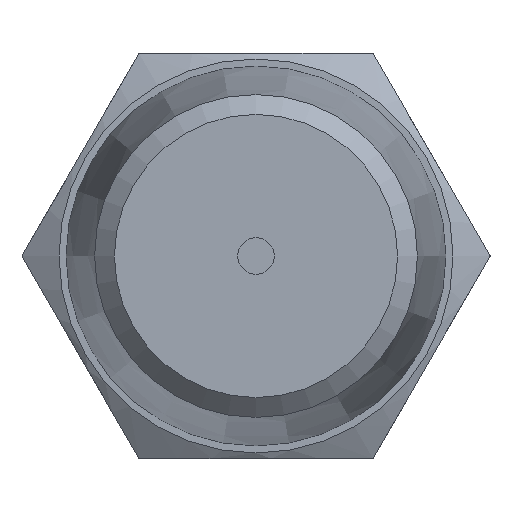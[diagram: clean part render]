
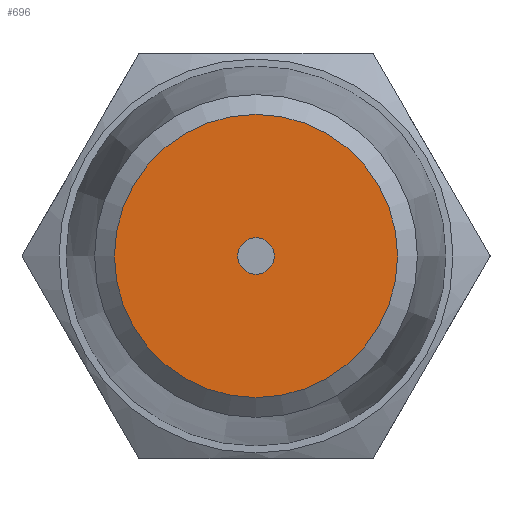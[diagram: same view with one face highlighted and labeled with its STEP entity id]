
A CAD part, left-side view. The second image highlights one B-rep face of the part: STEP entity #696.
In plain terms, the highlighted planar face has unit normal (-1, 0, 0).
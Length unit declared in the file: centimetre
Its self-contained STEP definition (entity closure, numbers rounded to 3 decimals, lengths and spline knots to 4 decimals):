
#106=FACE_BOUND('',#262,.T.);
#206=FACE_OUTER_BOUND('',#261,.T.);
#261=EDGE_LOOP('',(#615));
#262=EDGE_LOOP('',(#616));
#305=CIRCLE('',#772,0.05);
#306=CIRCLE('',#774,0.3882);
#370=VERTEX_POINT('',#1202);
#371=VERTEX_POINT('',#1205);
#457=EDGE_CURVE('',#370,#370,#305,.T.);
#458=EDGE_CURVE('',#371,#371,#306,.T.);
#615=ORIENTED_EDGE('',*,*,#458,.F.);
#616=ORIENTED_EDGE('',*,*,#457,.T.);
#656=PLANE('',#778);
#696=ADVANCED_FACE('',(#206,#106),#656,.T.);
#772=AXIS2_PLACEMENT_3D('',#1203,#949,#950);
#774=AXIS2_PLACEMENT_3D('',#1206,#953,#954);
#778=AXIS2_PLACEMENT_3D('',#1212,#961,#962);
#949=DIRECTION('center_axis',(1.,0.,0.));
#950=DIRECTION('ref_axis',(0.,1.,0.));
#953=DIRECTION('center_axis',(1.,0.,0.));
#954=DIRECTION('ref_axis',(0.,-1.,0.));
#961=DIRECTION('center_axis',(-1.,0.,0.));
#962=DIRECTION('ref_axis',(0.,0.,1.));
#1202=CARTESIAN_POINT('',(0.,-0.05,0.));
#1203=CARTESIAN_POINT('Origin',(0.,0.,0.));
#1205=CARTESIAN_POINT('',(0.,0.3882,0.));
#1206=CARTESIAN_POINT('Origin',(0.,0.,0.));
#1212=CARTESIAN_POINT('Origin',(0.,0.2191,0.));
